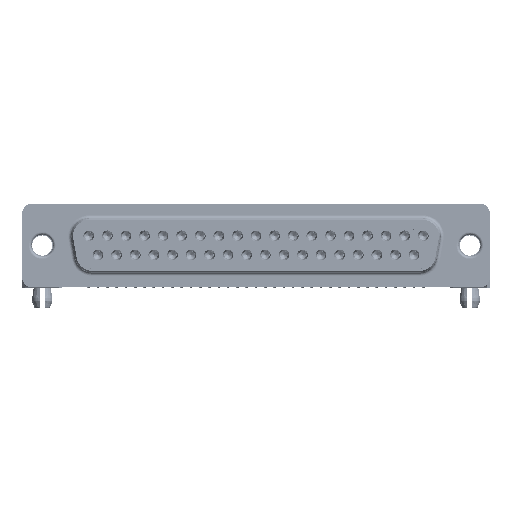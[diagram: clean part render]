
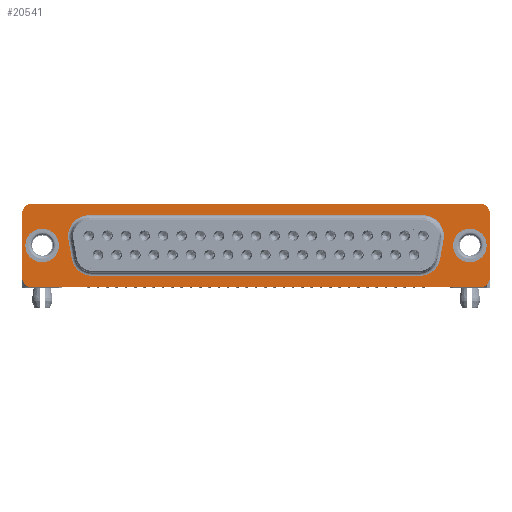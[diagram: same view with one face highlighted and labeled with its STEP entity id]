
A CAD part, top view. The second image highlights one B-rep face of the part: STEP entity #20541.
In plain terms, the highlighted face is planar.
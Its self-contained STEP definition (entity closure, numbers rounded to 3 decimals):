
#1695=CIRCLE('',#23579,2.5);
#1697=CIRCLE('',#23582,2.5);
#1707=CIRCLE('',#23602,1.5);
#1709=CIRCLE('',#23605,1.5);
#1711=CIRCLE('',#23609,1.5);
#1713=CIRCLE('',#23613,1.5);
#1715=CIRCLE('',#23616,3.1);
#1716=CIRCLE('',#23617,3.1);
#1717=CIRCLE('',#23618,3.1);
#1718=CIRCLE('',#23619,3.1);
#5536=ORIENTED_EDGE('',*,*,#9454,.F.);
#5537=ORIENTED_EDGE('',*,*,#9455,.F.);
#5538=ORIENTED_EDGE('',*,*,#9456,.F.);
#5539=ORIENTED_EDGE('',*,*,#9457,.F.);
#5540=ORIENTED_EDGE('',*,*,#9458,.F.);
#5541=ORIENTED_EDGE('',*,*,#9459,.F.);
#5542=ORIENTED_EDGE('',*,*,#9460,.F.);
#5543=ORIENTED_EDGE('',*,*,#9461,.F.);
#5544=ORIENTED_EDGE('',*,*,#9413,.T.);
#5545=ORIENTED_EDGE('',*,*,#9415,.T.);
#5546=ORIENTED_EDGE('',*,*,#9452,.F.);
#5547=ORIENTED_EDGE('',*,*,#9451,.F.);
#5548=ORIENTED_EDGE('',*,*,#9438,.F.);
#5549=ORIENTED_EDGE('',*,*,#9410,.F.);
#5550=ORIENTED_EDGE('',*,*,#9441,.F.);
#5551=ORIENTED_EDGE('',*,*,#9445,.F.);
#5552=ORIENTED_EDGE('',*,*,#9447,.F.);
#5553=ORIENTED_EDGE('',*,*,#9406,.F.);
#9406=EDGE_CURVE('',#11717,#11719,#13285,.T.);
#9410=EDGE_CURVE('',#11721,#11723,#13289,.T.);
#9413=EDGE_CURVE('',#11725,#11725,#1695,.T.);
#9415=EDGE_CURVE('',#11727,#11727,#1697,.T.);
#9438=EDGE_CURVE('',#11723,#11747,#1707,.T.);
#9441=EDGE_CURVE('',#11749,#11721,#1709,.T.);
#9445=EDGE_CURVE('',#11751,#11749,#13308,.T.);
#9447=EDGE_CURVE('',#11719,#11751,#1711,.T.);
#9451=EDGE_CURVE('',#11747,#11754,#13312,.T.);
#9452=EDGE_CURVE('',#11754,#11717,#1713,.T.);
#9454=EDGE_CURVE('',#11755,#11756,#13313,.T.);
#9455=EDGE_CURVE('',#11757,#11755,#1715,.T.);
#9456=EDGE_CURVE('',#11758,#11757,#13314,.T.);
#9457=EDGE_CURVE('',#11759,#11758,#1716,.T.);
#9458=EDGE_CURVE('',#11760,#11759,#13315,.T.);
#9459=EDGE_CURVE('',#11761,#11760,#1717,.T.);
#9460=EDGE_CURVE('',#11762,#11761,#13316,.T.);
#9461=EDGE_CURVE('',#11756,#11762,#1718,.T.);
#11717=VERTEX_POINT('',#38563);
#11719=VERTEX_POINT('',#38566);
#11721=VERTEX_POINT('',#38572);
#11723=VERTEX_POINT('',#38575);
#11725=VERTEX_POINT('',#38581);
#11727=VERTEX_POINT('',#38586);
#11747=VERTEX_POINT('',#38639);
#11749=VERTEX_POINT('',#38645);
#11751=VERTEX_POINT('',#38651);
#11754=VERTEX_POINT('',#38661);
#11755=VERTEX_POINT('',#38669);
#11756=VERTEX_POINT('',#38670);
#11757=VERTEX_POINT('',#38672);
#11758=VERTEX_POINT('',#38674);
#11759=VERTEX_POINT('',#38676);
#11760=VERTEX_POINT('',#38678);
#11761=VERTEX_POINT('',#38680);
#11762=VERTEX_POINT('',#38682);
#13285=LINE('',#38565,#14761);
#13289=LINE('',#38574,#14765);
#13308=LINE('',#38653,#14784);
#13312=LINE('',#38663,#14788);
#13313=LINE('',#38668,#14789);
#13314=LINE('',#38673,#14790);
#13315=LINE('',#38677,#14791);
#13316=LINE('',#38681,#14792);
#14761=VECTOR('',#27848,1000.);
#14765=VECTOR('',#27854,1000.);
#14784=VECTOR('',#27933,1000.);
#14788=VECTOR('',#27945,1000.);
#14789=VECTOR('',#27954,1000.);
#14790=VECTOR('',#27957,1000.);
#14791=VECTOR('',#27960,1000.);
#14792=VECTOR('',#27963,1000.);
#16661=EDGE_LOOP('',(#5536,#5537,#5538,#5539,#5540,#5541,#5542,#5543));
#16662=EDGE_LOOP('',(#5544));
#16663=EDGE_LOOP('',(#5545));
#16664=EDGE_LOOP('',(#5546,#5547,#5548,#5549,#5550,#5551,#5552,#5553));
#18389=FACE_BOUND('',#16661,.T.);
#18390=FACE_BOUND('',#16662,.T.);
#18391=FACE_BOUND('',#16663,.T.);
#18392=FACE_BOUND('',#16664,.T.);
#19423=PLANE('',#23615);
#20541=ADVANCED_FACE('',(#18389,#18390,#18391,#18392),#19423,.F.);
#23579=AXIS2_PLACEMENT_3D('',#38580,#27859,#27860);
#23582=AXIS2_PLACEMENT_3D('',#38585,#27865,#27866);
#23602=AXIS2_PLACEMENT_3D('',#38638,#27918,#27919);
#23605=AXIS2_PLACEMENT_3D('',#38644,#27925,#27926);
#23609=AXIS2_PLACEMENT_3D('',#38656,#27937,#27938);
#23613=AXIS2_PLACEMENT_3D('',#38665,#27948,#27949);
#23615=AXIS2_PLACEMENT_3D('',#38667,#27952,#27953);
#23616=AXIS2_PLACEMENT_3D('',#38671,#27955,#27956);
#23617=AXIS2_PLACEMENT_3D('',#38675,#27958,#27959);
#23618=AXIS2_PLACEMENT_3D('',#38679,#27961,#27962);
#23619=AXIS2_PLACEMENT_3D('',#38683,#27964,#27965);
#27848=DIRECTION('',(-1.,0.,0.));
#27854=DIRECTION('',(1.,0.,0.));
#27859=DIRECTION('',(0.,0.,1.));
#27860=DIRECTION('',(-1.,0.,0.));
#27865=DIRECTION('',(0.,0.,1.));
#27866=DIRECTION('',(-1.,0.,0.));
#27918=DIRECTION('',(0.,0.,1.));
#27919=DIRECTION('',(0.707,-0.707,0.));
#27925=DIRECTION('',(0.,0.,1.));
#27926=DIRECTION('',(-0.707,-0.707,0.));
#27933=DIRECTION('',(0.,-1.,0.));
#27937=DIRECTION('',(0.,0.,1.));
#27938=DIRECTION('',(-0.707,0.707,0.));
#27945=DIRECTION('',(0.,1.,0.));
#27948=DIRECTION('',(0.,0.,1.));
#27949=DIRECTION('',(0.707,0.707,0.));
#27952=DIRECTION('',(0.,0.,1.));
#27953=DIRECTION('',(1.,0.,0.));
#27954=DIRECTION('',(-1.,0.,0.));
#27955=DIRECTION('',(0.,0.,-1.));
#27956=DIRECTION('',(0.643,-0.766,0.));
#27957=DIRECTION('',(-0.174,-0.985,0.));
#27958=DIRECTION('',(0.,0.,-1.));
#27959=DIRECTION('',(0.766,0.643,0.));
#27960=DIRECTION('',(1.,0.,0.));
#27961=DIRECTION('',(0.,0.,-1.));
#27962=DIRECTION('',(-0.766,0.643,0.));
#27963=DIRECTION('',(-0.174,0.985,0.));
#27964=DIRECTION('',(0.,0.,-1.));
#27965=DIRECTION('',(-0.643,-0.766,0.));
#38563=CARTESIAN_POINT('',(33.25,6.2,-0.4));
#38565=CARTESIAN_POINT('',(34.75,6.2,-0.4));
#38566=CARTESIAN_POINT('',(-33.25,6.2,-0.4));
#38572=CARTESIAN_POINT('',(-33.25,-6.2,-0.4));
#38574=CARTESIAN_POINT('',(-34.75,-6.2,-0.4));
#38575=CARTESIAN_POINT('',(33.25,-6.2,-0.4));
#38580=CARTESIAN_POINT('',(-31.75,0.,-0.4));
#38581=CARTESIAN_POINT('',(-34.25,0.,-0.4));
#38585=CARTESIAN_POINT('',(31.75,0.,-0.4));
#38586=CARTESIAN_POINT('',(29.25,0.,-0.4));
#38638=CARTESIAN_POINT('',(33.25,-4.7,-0.4));
#38639=CARTESIAN_POINT('',(34.75,-4.7,-0.4));
#38644=CARTESIAN_POINT('',(-33.25,-4.7,-0.4));
#38645=CARTESIAN_POINT('',(-34.75,-4.7,-0.4));
#38651=CARTESIAN_POINT('',(-34.75,4.7,-0.4));
#38653=CARTESIAN_POINT('',(-34.75,6.2,-0.4));
#38656=CARTESIAN_POINT('',(-33.25,4.7,-0.4));
#38661=CARTESIAN_POINT('',(34.75,4.7,-0.4));
#38663=CARTESIAN_POINT('',(34.75,-6.2,-0.4));
#38665=CARTESIAN_POINT('',(33.25,4.7,-0.4));
#38667=CARTESIAN_POINT('',(17.296,0.013,-0.4));
#38668=CARTESIAN_POINT('',(8.648,-4.5,-0.4));
#38669=CARTESIAN_POINT('',(24.306,-4.5,-0.4));
#38670=CARTESIAN_POINT('',(-24.306,-4.5,-0.4));
#38671=CARTESIAN_POINT('',(24.306,-1.4,-0.4));
#38672=CARTESIAN_POINT('',(27.359,-1.938,-0.4));
#38673=CARTESIAN_POINT('',(27.374,-1.853,-0.4));
#38674=CARTESIAN_POINT('',(27.853,0.862,-0.4));
#38675=CARTESIAN_POINT('',(24.8,1.4,-0.4));
#38676=CARTESIAN_POINT('',(24.8,4.5,-0.4));
#38677=CARTESIAN_POINT('',(8.648,4.5,-0.4));
#38678=CARTESIAN_POINT('',(-24.8,4.5,-0.4));
#38679=CARTESIAN_POINT('',(-24.8,1.4,-0.4));
#38680=CARTESIAN_POINT('',(-27.853,0.862,-0.4));
#38681=CARTESIAN_POINT('',(-27.1,-3.41,-0.4));
#38682=CARTESIAN_POINT('',(-27.359,-1.938,-0.4));
#38683=CARTESIAN_POINT('',(-24.306,-1.4,-0.4));
